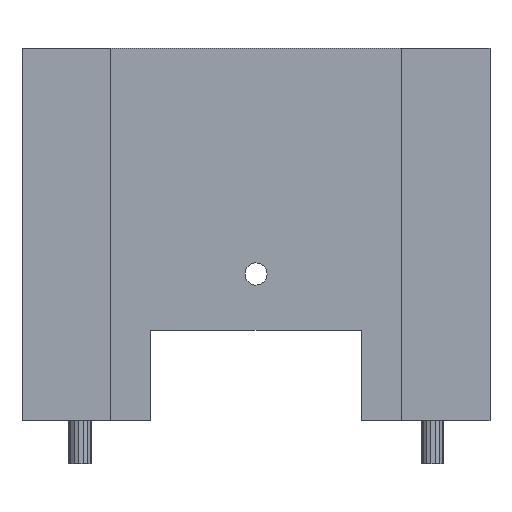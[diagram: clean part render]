
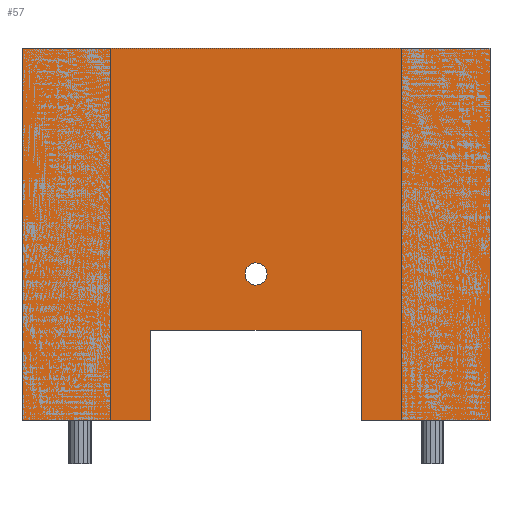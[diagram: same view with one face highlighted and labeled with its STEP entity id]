
A CAD part, front view. The second image highlights one B-rep face of the part: STEP entity #57.
In plain terms, the highlighted planar face has unit normal (0, -1, 0).
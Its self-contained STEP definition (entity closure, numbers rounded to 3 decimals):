
#21 = EDGE_CURVE('',#22,#24,#26,.T.);
#22 = VERTEX_POINT('',#23);
#23 = CARTESIAN_POINT('',(0.,0.,0.));
#24 = VERTEX_POINT('',#25);
#25 = CARTESIAN_POINT('',(0.,0.,39.75));
#26 = LINE('',#27,#28);
#27 = CARTESIAN_POINT('',(0.,0.,0.));
#28 = VECTOR('',#29,1.);
#29 = DIRECTION('',(0.,0.,1.));
#57 = ADVANCED_FACE('',(#58,#115),#237,.F.);
#58 = FACE_BOUND('',#59,.F.);
#59 = EDGE_LOOP('',(#60,#68,#69,#77,#85,#93,#101,#109));
#60 = ORIENTED_EDGE('',*,*,#61,.F.);
#61 = EDGE_CURVE('',#22,#62,#64,.T.);
#62 = VERTEX_POINT('',#63);
#63 = CARTESIAN_POINT('',(13.75,0.,0.));
#64 = LINE('',#65,#66);
#65 = CARTESIAN_POINT('',(0.,0.,0.));
#66 = VECTOR('',#67,1.);
#67 = DIRECTION('',(1.,0.,0.));
#68 = ORIENTED_EDGE('',*,*,#21,.T.);
#69 = ORIENTED_EDGE('',*,*,#70,.T.);
#70 = EDGE_CURVE('',#24,#71,#73,.T.);
#71 = VERTEX_POINT('',#72);
#72 = CARTESIAN_POINT('',(50.,0.,39.75));
#73 = LINE('',#74,#75);
#74 = CARTESIAN_POINT('',(0.,0.,39.75));
#75 = VECTOR('',#76,1.);
#76 = DIRECTION('',(1.,0.,0.));
#77 = ORIENTED_EDGE('',*,*,#78,.F.);
#78 = EDGE_CURVE('',#79,#71,#81,.T.);
#79 = VERTEX_POINT('',#80);
#80 = CARTESIAN_POINT('',(50.,0.,0.));
#81 = LINE('',#82,#83);
#82 = CARTESIAN_POINT('',(50.,0.,0.));
#83 = VECTOR('',#84,1.);
#84 = DIRECTION('',(0.,0.,1.));
#85 = ORIENTED_EDGE('',*,*,#86,.F.);
#86 = EDGE_CURVE('',#87,#79,#89,.T.);
#87 = VERTEX_POINT('',#88);
#88 = CARTESIAN_POINT('',(36.25,0.,0.));
#89 = LINE('',#90,#91);
#90 = CARTESIAN_POINT('',(0.,0.,0.));
#91 = VECTOR('',#92,1.);
#92 = DIRECTION('',(1.,0.,0.));
#93 = ORIENTED_EDGE('',*,*,#94,.T.);
#94 = EDGE_CURVE('',#87,#95,#97,.T.);
#95 = VERTEX_POINT('',#96);
#96 = CARTESIAN_POINT('',(36.25,0.,9.65));
#97 = LINE('',#98,#99);
#98 = CARTESIAN_POINT('',(36.25,0.,0.));
#99 = VECTOR('',#100,1.);
#100 = DIRECTION('',(0.,0.,1.));
#101 = ORIENTED_EDGE('',*,*,#102,.F.);
#102 = EDGE_CURVE('',#103,#95,#105,.T.);
#103 = VERTEX_POINT('',#104);
#104 = CARTESIAN_POINT('',(13.75,0.,9.65));
#105 = LINE('',#106,#107);
#106 = CARTESIAN_POINT('',(13.75,0.,9.65));
#107 = VECTOR('',#108,1.);
#108 = DIRECTION('',(1.,0.,0.));
#109 = ORIENTED_EDGE('',*,*,#110,.F.);
#110 = EDGE_CURVE('',#62,#103,#111,.T.);
#111 = LINE('',#112,#113);
#112 = CARTESIAN_POINT('',(13.75,0.,0.));
#113 = VECTOR('',#114,1.);
#114 = DIRECTION('',(0.,0.,1.));
#115 = FACE_BOUND('',#116,.F.);
#116 = EDGE_LOOP('',(#117,#127,#135,#143,#151,#159,#167,#175,#183,#191,
    #199,#207,#215,#223,#231));
#117 = ORIENTED_EDGE('',*,*,#118,.T.);
#118 = EDGE_CURVE('',#119,#121,#123,.T.);
#119 = VERTEX_POINT('',#120);
#120 = CARTESIAN_POINT('',(26.096,0.,15.162));
#121 = VERTEX_POINT('',#122);
#122 = CARTESIAN_POINT('',(26.2,0.,15.65));
#123 = LINE('',#124,#125);
#124 = CARTESIAN_POINT('',(23.99,0.,
    5.255));
#125 = VECTOR('',#126,1.);
#126 = DIRECTION('',(0.208,0.,0.978));
#127 = ORIENTED_EDGE('',*,*,#128,.T.);
#128 = EDGE_CURVE('',#121,#129,#131,.T.);
#129 = VERTEX_POINT('',#130);
#130 = CARTESIAN_POINT('',(26.096,0.,16.138));
#131 = LINE('',#132,#133);
#132 = CARTESIAN_POINT('',(27.225,0.,
    10.827));
#133 = VECTOR('',#134,1.);
#134 = DIRECTION('',(-0.208,0.,0.978));
#135 = ORIENTED_EDGE('',*,*,#136,.T.);
#136 = EDGE_CURVE('',#129,#137,#139,.T.);
#137 = VERTEX_POINT('',#138);
#138 = CARTESIAN_POINT('',(25.803,0.,16.542));
#139 = LINE('',#140,#141);
#140 = CARTESIAN_POINT('',(25.425,0.,
    17.062));
#141 = VECTOR('',#142,1.);
#142 = DIRECTION('',(-0.588,0.,0.809));
#143 = ORIENTED_EDGE('',*,*,#144,.T.);
#144 = EDGE_CURVE('',#137,#145,#147,.T.);
#145 = VERTEX_POINT('',#146);
#146 = CARTESIAN_POINT('',(25.371,0.,16.791));
#147 = LINE('',#148,#149);
#148 = CARTESIAN_POINT('',(19.708,0.,20.061));
#149 = VECTOR('',#150,1.);
#150 = DIRECTION('',(-0.866,0.,0.5));
#151 = ORIENTED_EDGE('',*,*,#152,.T.);
#152 = EDGE_CURVE('',#145,#153,#155,.T.);
#153 = VERTEX_POINT('',#154);
#154 = CARTESIAN_POINT('',(24.875,0.,16.843));
#155 = LINE('',#156,#157);
#156 = CARTESIAN_POINT('',(13.697,0.,18.018));
#157 = VECTOR('',#158,1.);
#158 = DIRECTION('',(-0.995,0.,0.105));
#159 = ORIENTED_EDGE('',*,*,#160,.T.);
#160 = EDGE_CURVE('',#153,#161,#163,.T.);
#161 = VERTEX_POINT('',#162);
#162 = CARTESIAN_POINT('',(24.4,0.,16.689));
#163 = LINE('',#164,#165);
#164 = CARTESIAN_POINT('',(11.15,0.,12.384));
#165 = VECTOR('',#166,1.);
#166 = DIRECTION('',(-0.951,0.,-0.309));
#167 = ORIENTED_EDGE('',*,*,#168,.T.);
#168 = EDGE_CURVE('',#161,#169,#171,.T.);
#169 = VERTEX_POINT('',#170);
#170 = CARTESIAN_POINT('',(24.029,0.,16.355));
#171 = LINE('',#172,#173);
#172 = CARTESIAN_POINT('',(13.513,0.,6.886));
#173 = VECTOR('',#174,1.);
#174 = DIRECTION('',(-0.743,0.,-0.669));
#175 = ORIENTED_EDGE('',*,*,#176,.T.);
#176 = EDGE_CURVE('',#169,#177,#179,.T.);
#177 = VERTEX_POINT('',#178);
#178 = CARTESIAN_POINT('',(23.826,0.,15.899));
#179 = LINE('',#180,#181);
#180 = CARTESIAN_POINT('',(19.003,0.,5.066));
#181 = VECTOR('',#182,1.);
#182 = DIRECTION('',(-0.407,0.,-0.914));
#183 = ORIENTED_EDGE('',*,*,#184,.T.);
#184 = EDGE_CURVE('',#177,#185,#187,.T.);
#185 = VERTEX_POINT('',#186);
#186 = CARTESIAN_POINT('',(23.826,0.,15.401));
#187 = LINE('',#188,#189);
#188 = CARTESIAN_POINT('',(23.826,0.,7.95));
#189 = VECTOR('',#190,1.);
#190 = DIRECTION('',(0.,0.,-1.));
#191 = ORIENTED_EDGE('',*,*,#192,.T.);
#192 = EDGE_CURVE('',#185,#193,#195,.T.);
#193 = VERTEX_POINT('',#194);
#194 = CARTESIAN_POINT('',(24.029,0.,14.945));
#195 = LINE('',#196,#197);
#196 = CARTESIAN_POINT('',(24.717,0.,13.401));
#197 = VECTOR('',#198,1.);
#198 = DIRECTION('',(0.407,0.,-0.914));
#199 = ORIENTED_EDGE('',*,*,#200,.T.);
#200 = EDGE_CURVE('',#193,#201,#203,.T.);
#201 = VERTEX_POINT('',#202);
#202 = CARTESIAN_POINT('',(24.4,0.,14.611));
#203 = LINE('',#204,#205);
#204 = CARTESIAN_POINT('',(21.11,0.,17.573));
#205 = VECTOR('',#206,1.);
#206 = DIRECTION('',(0.743,0.,-0.669));
#207 = ORIENTED_EDGE('',*,*,#208,.T.);
#208 = EDGE_CURVE('',#201,#209,#211,.T.);
#209 = VERTEX_POINT('',#210);
#210 = CARTESIAN_POINT('',(24.875,0.,14.457));
#211 = LINE('',#212,#213);
#212 = CARTESIAN_POINT('',(15.512,0.,
    17.499));
#213 = VECTOR('',#214,1.);
#214 = DIRECTION('',(0.951,0.,-0.309));
#215 = ORIENTED_EDGE('',*,*,#216,.T.);
#216 = EDGE_CURVE('',#209,#217,#219,.T.);
#217 = VERTEX_POINT('',#218);
#218 = CARTESIAN_POINT('',(25.371,0.,14.509));
#219 = LINE('',#220,#221);
#220 = CARTESIAN_POINT('',(11.822,0.,13.085));
#221 = VECTOR('',#222,1.);
#222 = DIRECTION('',(0.995,0.,0.105));
#223 = ORIENTED_EDGE('',*,*,#224,.T.);
#224 = EDGE_CURVE('',#217,#225,#227,.T.);
#225 = VERTEX_POINT('',#226);
#226 = CARTESIAN_POINT('',(25.803,0.,14.758));
#227 = LINE('',#228,#229);
#228 = CARTESIAN_POINT('',(12.716,0.,7.202));
#229 = VECTOR('',#230,1.);
#230 = DIRECTION('',(0.866,0.,0.5));
#231 = ORIENTED_EDGE('',*,*,#232,.T.);
#232 = EDGE_CURVE('',#225,#119,#233,.T.);
#233 = LINE('',#234,#235);
#234 = CARTESIAN_POINT('',(17.837,0.,3.794));
#235 = VECTOR('',#236,1.);
#236 = DIRECTION('',(0.588,0.,0.809));
#237 = PLANE('',#238);
#238 = AXIS2_PLACEMENT_3D('',#239,#240,#241);
#239 = CARTESIAN_POINT('',(0.,0.,0.));
#240 = DIRECTION('',(0.,1.,0.));
#241 = DIRECTION('',(0.,-0.,1.));
